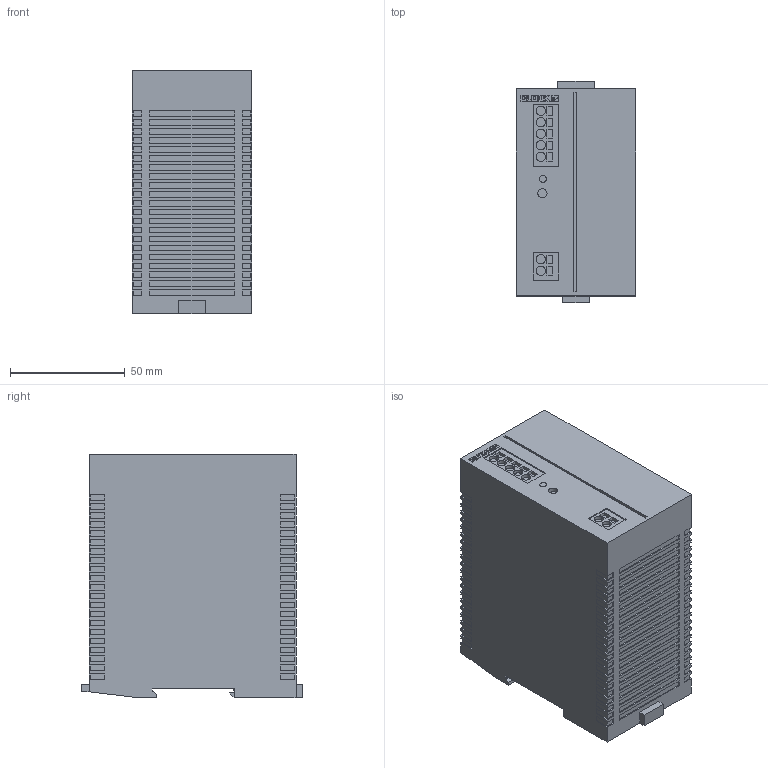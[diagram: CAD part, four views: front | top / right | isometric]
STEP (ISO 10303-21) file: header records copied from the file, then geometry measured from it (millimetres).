
FILE_DESCRIPTION (( 'STEP AP214' ), '1' );
FILE_NAME ('1118289.STEP', '2025-12-01T15:46:26', ( '' ), ( '' ), 'SwSTEP 2.0', 'SolidWorks 2022', '' );
FILE_SCHEMA (( 'AUTOMOTIVE_DESIGN' ));
Length unit declared in the file: millimetre
Products named in the file (1): 1118289
Bounding box: 51.8 x 96.5 x 106 mm (x, y, z)
Volume: 482159.9 mm3; surface area: 42928.4 mm2
Topology: 1 solids, 1 shells, 1016 faces, 2821 edges, 1880 vertices
Faces by surface type: plane 996, cylinder 20
Entity records: 31863 total; most frequent: CARTESIAN_POINT 5718, ORIENTED_EDGE 5642, DIRECTION 4895, EDGE_CURVE 2821, VECTOR 2781, LINE 2781, VERTEX_POINT 1880, EDGE_LOOP 1089
